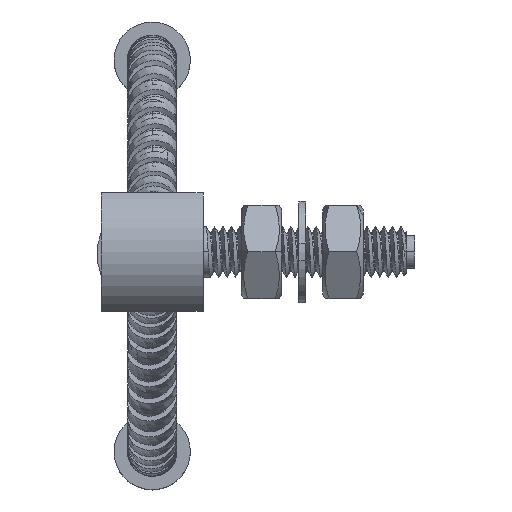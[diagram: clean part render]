
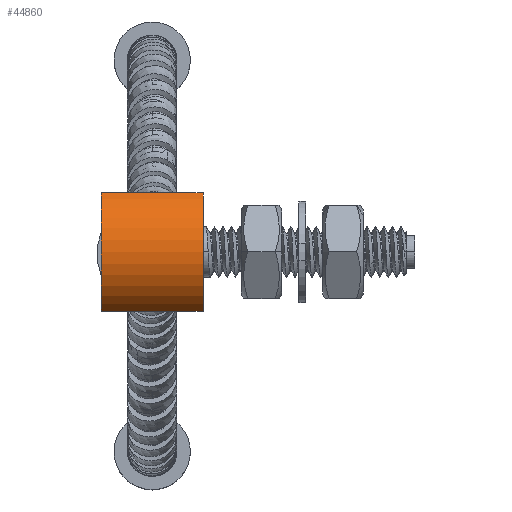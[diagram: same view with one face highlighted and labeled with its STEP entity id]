
A CAD part, top view. The second image highlights one B-rep face of the part: STEP entity #44860.
In plain terms, the highlighted cylindrical face has radius 4.05 mm (diameter 8.1 mm), a partial arc.
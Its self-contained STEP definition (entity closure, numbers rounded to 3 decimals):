
#41470=CARTESIAN_POINT('',(0.,6.,0.));
#41471=DIRECTION('',(0.,1.,0.));
#41472=DIRECTION('',(-0.503,0.,-0.864));
#41473=AXIS2_PLACEMENT_3D('',#41470,#41471,#41472);
#41498=DIRECTION('',(0.,1.,0.));
#41499=VECTOR('',#41498,6.);
#41500=CARTESIAN_POINT('',(-2.038,0.,-3.5));
#41501=LINE('',#41500,#41499);
#41502=CARTESIAN_POINT('',(0.,0.,0.));
#41503=DIRECTION('',(0.,1.,0.));
#41504=DIRECTION('',(-0.503,0.,-0.864));
#41505=AXIS2_PLACEMENT_3D('',#41502,#41503,#41504);
#41520=DIRECTION('',(0.,1.,0.));
#41521=VECTOR('',#41520,6.);
#41522=CARTESIAN_POINT('',(-2.038,0.,3.5));
#41523=LINE('',#41522,#41521);
#41592=CARTESIAN_POINT('',(-2.038,0.,-3.5));
#41593=CARTESIAN_POINT('',(-2.038,0.,3.5));
#41594=VERTEX_POINT('',#41592);
#41595=VERTEX_POINT('',#41593);
#41600=CARTESIAN_POINT('',(-2.038,6.,-3.5));
#41601=CARTESIAN_POINT('',(-2.038,6.,3.5));
#41602=VERTEX_POINT('',#41600);
#41603=VERTEX_POINT('',#41601);
#44846=CARTESIAN_POINT('',(0.,0.,0.));
#44847=DIRECTION('',(0.,1.,0.));
#44848=DIRECTION('',(1.,0.,0.));
#44849=AXIS2_PLACEMENT_3D('',#44846,#44847,#44848);
#44850=CYLINDRICAL_SURFACE('',#44849,4.05);
#44852=ORIENTED_EDGE('',*,*,#44851,.F.);
#44854=ORIENTED_EDGE('',*,*,#44853,.T.);
#44855=ORIENTED_EDGE('',*,*,#44831,.T.);
#44857=ORIENTED_EDGE('',*,*,#44856,.F.);
#44858=EDGE_LOOP('',(#44852,#44854,#44855,#44857));
#44859=FACE_OUTER_BOUND('',#44858,.F.);
#44860=ADVANCED_FACE('',(#44859),#44850,.T.);
#41474=CIRCLE('',#41473,4.05);
#41506=CIRCLE('',#41505,4.05);
#44831=EDGE_CURVE('',#41602,#41603,#41474,.T.);
#44851=EDGE_CURVE('',#41594,#41595,#41506,.T.);
#44853=EDGE_CURVE('',#41594,#41602,#41501,.T.);
#44856=EDGE_CURVE('',#41595,#41603,#41523,.T.);
